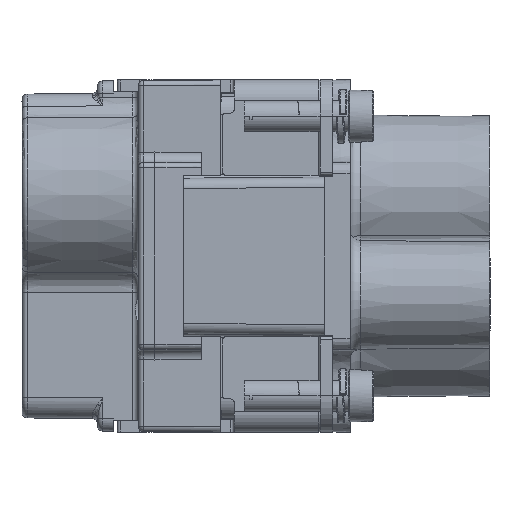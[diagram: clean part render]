
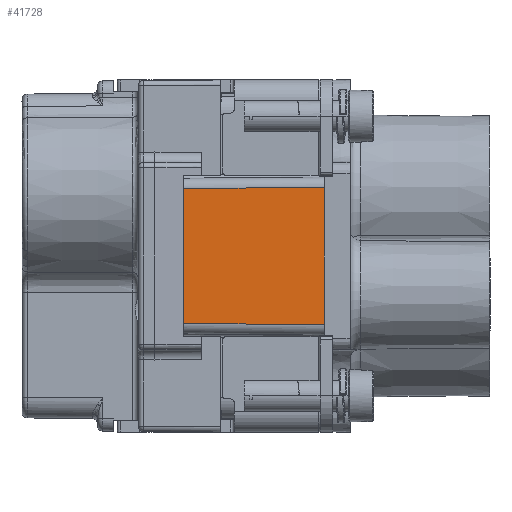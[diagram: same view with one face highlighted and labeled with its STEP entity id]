
A CAD part, left-side view. The second image highlights one B-rep face of the part: STEP entity #41728.
In plain terms, the highlighted planar face has unit normal (-1, 0.009, 0).
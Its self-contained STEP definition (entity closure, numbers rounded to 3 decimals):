
#8069=CARTESIAN_POINT('',(2.939,29.55,-10.489));
#8074=DIRECTION('',(0.,0.,-1.));
#8075=VECTOR('',#8074,13.022);
#8076=CARTESIAN_POINT('',(2.939,29.55,-10.489));
#8077=LINE('',#8076,#8075);
#8091=DIRECTION('',(-0.009,-1.,0.009));
#8092=VECTOR('',#8091,13.551);
#8093=CARTESIAN_POINT('',(2.939,29.55,-10.489));
#8094=LINE('',#8093,#8092);
#8098=DIRECTION('',(0.,0.,-1.));
#8099=VECTOR('',#8098,13.259);
#8100=CARTESIAN_POINT('',(2.821,16.,-10.371));
#8101=LINE('',#8100,#8099);
#8105=DIRECTION('',(0.009,1.,0.009));
#8106=VECTOR('',#8105,13.551);
#8107=CARTESIAN_POINT('',(2.821,16.,-23.629));
#8108=LINE('',#8107,#8106);
#33301=VERTEX_POINT('',#8069);
#33302=CARTESIAN_POINT('',(2.939,29.55,
-23.511));
#33303=VERTEX_POINT('',#33302);
#33453=CARTESIAN_POINT('',(2.821,16.,
-23.629));
#33454=VERTEX_POINT('',#33453);
#33456=CARTESIAN_POINT('',(2.821,16.,
-10.371));
#33457=VERTEX_POINT('',#33456);
#41716=CARTESIAN_POINT('',(2.88,22.775,
-17.));
#41717=DIRECTION('',(1.,-0.009,0.));
#41718=DIRECTION('',(0.009,1.,0.));
#41719=AXIS2_PLACEMENT_3D('',#41716,#41717,#41718);
#41720=PLANE('',#41719);
#41721=ORIENTED_EDGE('',*,*,#38219,.T.);
#41723=ORIENTED_EDGE('',*,*,#41722,.T.);
#41724=ORIENTED_EDGE('',*,*,#41555,.T.);
#41725=ORIENTED_EDGE('',*,*,#41710,.F.);
#41726=EDGE_LOOP('',(#41721,#41723,#41724,#41725));
#41727=FACE_OUTER_BOUND('',#41726,.F.);
#41728=ADVANCED_FACE('',(#41727),#41720,.F.);
#38219=EDGE_CURVE('',#33301,#33457,#8094,.T.);
#41555=EDGE_CURVE('',#33454,#33303,#8108,.T.);
#41710=EDGE_CURVE('',#33301,#33303,#8077,.T.);
#41722=EDGE_CURVE('',#33457,#33454,#8101,.T.);
